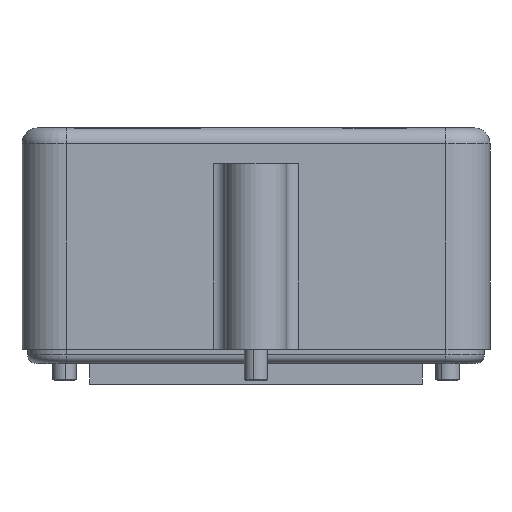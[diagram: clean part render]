
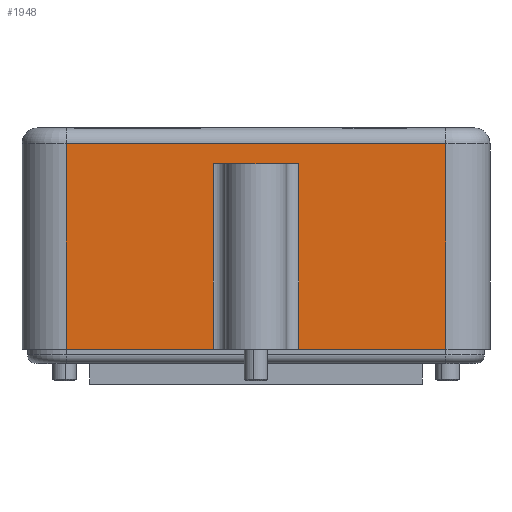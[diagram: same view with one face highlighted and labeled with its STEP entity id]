
A CAD part, front view. The second image highlights one B-rep face of the part: STEP entity #1948.
In plain terms, the highlighted planar face has unit normal (0, -1, 0).
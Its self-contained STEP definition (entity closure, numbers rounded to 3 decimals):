
#1873=AXIS2_PLACEMENT_3D('Plane Axis2P3D',#1870,#1871,#1872) ;
#1845=CARTESIAN_POINT('Vertex',(53.6,6.8,30.4)) ;
#1848=CARTESIAN_POINT('Line Origine',(53.6,6.8,32.4)) ;
#1852=CARTESIAN_POINT('Vertex',(53.6,6.8,4.4)) ;
#1870=CARTESIAN_POINT('Axis2P3D Location',(0.,6.8,32.4)) ;
#1875=CARTESIAN_POINT('Line Origine',(29.6,6.8,30.4)) ;
#1879=CARTESIAN_POINT('Vertex',(5.6,6.8,30.4)) ;
#1882=CARTESIAN_POINT('Line Origine',(5.6,6.8,17.4)) ;
#1886=CARTESIAN_POINT('Vertex',(5.6,6.8,4.4)) ;
#1889=CARTESIAN_POINT('Line Origine',(14.9,6.8,4.4)) ;
#1893=CARTESIAN_POINT('Vertex',(24.2,6.8,4.4)) ;
#1896=CARTESIAN_POINT('Line Origine',(24.2,6.8,16.15)) ;
#1900=CARTESIAN_POINT('Vertex',(24.2,6.8,27.9)) ;
#1903=CARTESIAN_POINT('Line Origine',(26.428,6.8,27.9)) ;
#1907=CARTESIAN_POINT('Vertex',(28.655,6.8,27.9)) ;
#1910=CARTESIAN_POINT('Line Origine',(29.6,6.8,27.9)) ;
#1914=CARTESIAN_POINT('Vertex',(30.545,6.8,27.9)) ;
#1917=CARTESIAN_POINT('Line Origine',(32.772,6.8,27.9)) ;
#1921=CARTESIAN_POINT('Vertex',(35.,6.8,27.9)) ;
#1924=CARTESIAN_POINT('Line Origine',(35.,6.8,16.15)) ;
#1928=CARTESIAN_POINT('Vertex',(35.,6.8,4.4)) ;
#1931=CARTESIAN_POINT('Line Origine',(44.3,6.8,4.4)) ;
#1849=DIRECTION('Vector Direction',(0.,0.,-1.)) ;
#1871=DIRECTION('Axis2P3D Direction',(0.,-1.,0.)) ;
#1872=DIRECTION('Axis2P3D XDirection',(0.,0.,1.)) ;
#1876=DIRECTION('Vector Direction',(1.,0.,0.)) ;
#1883=DIRECTION('Vector Direction',(0.,0.,1.)) ;
#1890=DIRECTION('Vector Direction',(1.,0.,0.)) ;
#1897=DIRECTION('Vector Direction',(0.,0.,-1.)) ;
#1904=DIRECTION('Vector Direction',(1.,0.,0.)) ;
#1911=DIRECTION('Vector Direction',(1.,0.,0.)) ;
#1918=DIRECTION('Vector Direction',(1.,0.,0.)) ;
#1925=DIRECTION('Vector Direction',(0.,0.,1.)) ;
#1932=DIRECTION('Vector Direction',(1.,0.,0.)) ;
#1850=VECTOR('Line Direction',#1849,1.) ;
#1877=VECTOR('Line Direction',#1876,1.) ;
#1884=VECTOR('Line Direction',#1883,1.) ;
#1891=VECTOR('Line Direction',#1890,1.) ;
#1898=VECTOR('Line Direction',#1897,1.) ;
#1905=VECTOR('Line Direction',#1904,1.) ;
#1912=VECTOR('Line Direction',#1911,1.) ;
#1919=VECTOR('Line Direction',#1918,1.) ;
#1926=VECTOR('Line Direction',#1925,1.) ;
#1933=VECTOR('Line Direction',#1932,1.) ;
#1937=ORIENTED_EDGE('',*,*,#1881,.F.) ;
#1938=ORIENTED_EDGE('',*,*,#1888,.F.) ;
#1939=ORIENTED_EDGE('',*,*,#1895,.T.) ;
#1940=ORIENTED_EDGE('',*,*,#1902,.F.) ;
#1941=ORIENTED_EDGE('',*,*,#1909,.T.) ;
#1942=ORIENTED_EDGE('',*,*,#1916,.T.) ;
#1943=ORIENTED_EDGE('',*,*,#1923,.T.) ;
#1944=ORIENTED_EDGE('',*,*,#1930,.F.) ;
#1945=ORIENTED_EDGE('',*,*,#1935,.T.) ;
#1946=ORIENTED_EDGE('',*,*,#1854,.F.) ;
#1948=ADVANCED_FACE('Hauptkoerper',(#1947),#1874,.T.) ;
#1854=EDGE_CURVE('',#1846,#1853,#1851,.T.) ;
#1881=EDGE_CURVE('',#1880,#1846,#1878,.T.) ;
#1888=EDGE_CURVE('',#1887,#1880,#1885,.T.) ;
#1895=EDGE_CURVE('',#1887,#1894,#1892,.T.) ;
#1902=EDGE_CURVE('',#1901,#1894,#1899,.T.) ;
#1909=EDGE_CURVE('',#1901,#1908,#1906,.T.) ;
#1916=EDGE_CURVE('',#1908,#1915,#1913,.T.) ;
#1923=EDGE_CURVE('',#1915,#1922,#1920,.T.) ;
#1930=EDGE_CURVE('',#1929,#1922,#1927,.T.) ;
#1935=EDGE_CURVE('',#1929,#1853,#1934,.T.) ;
#1936=EDGE_LOOP('',(#1937,#1938,#1939,#1940,#1941,#1942,#1943,#1944,#1945,#1946)) ;
#1947=FACE_OUTER_BOUND('',#1936,.T.) ;
#1851=LINE('Line',#1848,#1850) ;
#1878=LINE('Line',#1875,#1877) ;
#1885=LINE('Line',#1882,#1884) ;
#1892=LINE('Line',#1889,#1891) ;
#1899=LINE('Line',#1896,#1898) ;
#1906=LINE('Line',#1903,#1905) ;
#1913=LINE('Line',#1910,#1912) ;
#1920=LINE('Line',#1917,#1919) ;
#1927=LINE('Line',#1924,#1926) ;
#1934=LINE('Line',#1931,#1933) ;
#1874=PLANE('',#1873) ;
#1846=VERTEX_POINT('',#1845) ;
#1853=VERTEX_POINT('',#1852) ;
#1880=VERTEX_POINT('',#1879) ;
#1887=VERTEX_POINT('',#1886) ;
#1894=VERTEX_POINT('',#1893) ;
#1901=VERTEX_POINT('',#1900) ;
#1908=VERTEX_POINT('',#1907) ;
#1915=VERTEX_POINT('',#1914) ;
#1922=VERTEX_POINT('',#1921) ;
#1929=VERTEX_POINT('',#1928) ;
